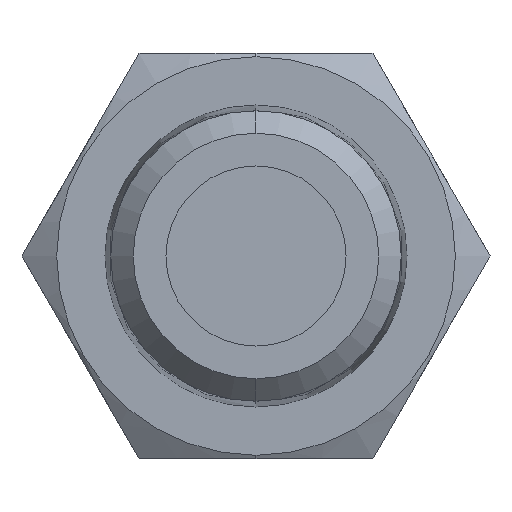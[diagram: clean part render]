
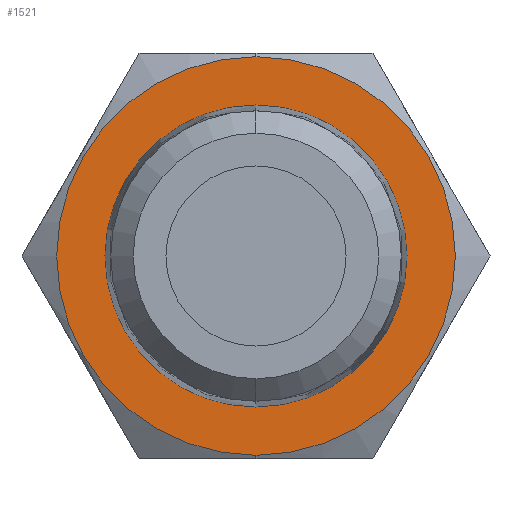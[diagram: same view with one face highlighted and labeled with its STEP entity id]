
A CAD part, front view. The second image highlights one B-rep face of the part: STEP entity #1521.
In plain terms, the highlighted planar face has unit normal (0, -1, 0).
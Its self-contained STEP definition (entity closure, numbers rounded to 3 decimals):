
#211 = VERTEX_POINT ( 'NONE', #1192 ) ;
#212 = VERTEX_POINT ( 'NONE', #1193 ) ;
#229 = VERTEX_POINT ( 'NONE', #1210 ) ;
#230 = VERTEX_POINT ( 'NONE', #1211 ) ;
#424 = EDGE_LOOP ( 'NONE', ( #1751, #1752 ) ) ;
#425 = EDGE_LOOP ( 'NONE', ( #1753, #1754 ) ) ;
#493 = AXIS2_PLACEMENT_3D ( 'NONE', #1316, #1317, #1318 ) ;
#599 = CIRCLE ( 'NONE', #600, 6.707 ) ;
#600 = AXIS2_PLACEMENT_3D ( 'NONE', #658, #659, #660 ) ;
#616 = CIRCLE ( 'NONE', #1965, 8.85 ) ;
#658 = CARTESIAN_POINT ( 'NONE',  ( 0., 11., 0. ) ) ;
#659 = DIRECTION ( 'NONE',  ( 0., -1., 0. ) ) ;
#660 = DIRECTION ( 'NONE',  ( 0., 0., -1. ) ) ;
#770 = CARTESIAN_POINT ( 'NONE',  ( 0., 11., 0. ) ) ;
#771 = DIRECTION ( 'NONE',  ( 0., -1., 0. ) ) ;
#772 = DIRECTION ( 'NONE',  ( 0., 0., 1. ) ) ;
#867 = CARTESIAN_POINT ( 'NONE',  ( 0., 11., 0. ) ) ;
#868 = DIRECTION ( 'NONE',  ( 0., -1., 0. ) ) ;
#869 = DIRECTION ( 'NONE',  ( 0., 0., 1. ) ) ;
#979 = CARTESIAN_POINT ( 'NONE',  ( 0., 11., 0. ) ) ;
#980 = DIRECTION ( 'NONE',  ( 0., -1., 0. ) ) ;
#981 = DIRECTION ( 'NONE',  ( 0., 0., -1. ) ) ;
#1192 = CARTESIAN_POINT ( 'NONE',  ( 0., 11., -6.707 ) ) ;
#1193 = CARTESIAN_POINT ( 'NONE',  ( 0., 11., 6.707 ) ) ;
#1210 = CARTESIAN_POINT ( 'NONE',  ( 0., 11., 8.85 ) ) ;
#1211 = CARTESIAN_POINT ( 'NONE',  ( 0., 11., -8.85 ) ) ;
#1315 = PLANE ( 'NONE',  #493 ) ;
#1316 = CARTESIAN_POINT ( 'NONE',  ( 6.707, 11., 0. ) ) ;
#1317 = DIRECTION ( 'NONE',  ( 0., 1., 0. ) ) ;
#1318 = DIRECTION ( 'NONE',  ( 0., 0., 1. ) ) ;
#1521 = ADVANCED_FACE ( 'NONE', ( #1782, #1783 ), #1315, .F. ) ;
#1609 = EDGE_CURVE ( 'NONE', #211, #212, #599, .T. ) ;
#1631 = EDGE_CURVE ( 'NONE', #230, #229, #616, .T. ) ;
#1657 = EDGE_CURVE ( 'NONE', #229, #230, #1988, .T. ) ;
#1684 = EDGE_CURVE ( 'NONE', #212, #211, #2018, .T. ) ;
#1751 = ORIENTED_EDGE ( 'NONE', *, *, #1631, .T. ) ;
#1752 = ORIENTED_EDGE ( 'NONE', *, *, #1657, .T. ) ;
#1753 = ORIENTED_EDGE ( 'NONE', *, *, #1684, .F. ) ;
#1754 = ORIENTED_EDGE ( 'NONE', *, *, #1609, .F. ) ;
#1782 = FACE_OUTER_BOUND ( 'NONE', #424, .T. ) ;
#1783 = FACE_BOUND ( 'NONE', #425, .T. ) ;
#1965 = AXIS2_PLACEMENT_3D ( 'NONE', #770, #771, #772 ) ;
#1988 = CIRCLE ( 'NONE', #1993, 8.85 ) ;
#1993 = AXIS2_PLACEMENT_3D ( 'NONE', #867, #868, #869 ) ;
#2018 = CIRCLE ( 'NONE', #2024, 6.707 ) ;
#2024 = AXIS2_PLACEMENT_3D ( 'NONE', #979, #980, #981 ) ;
